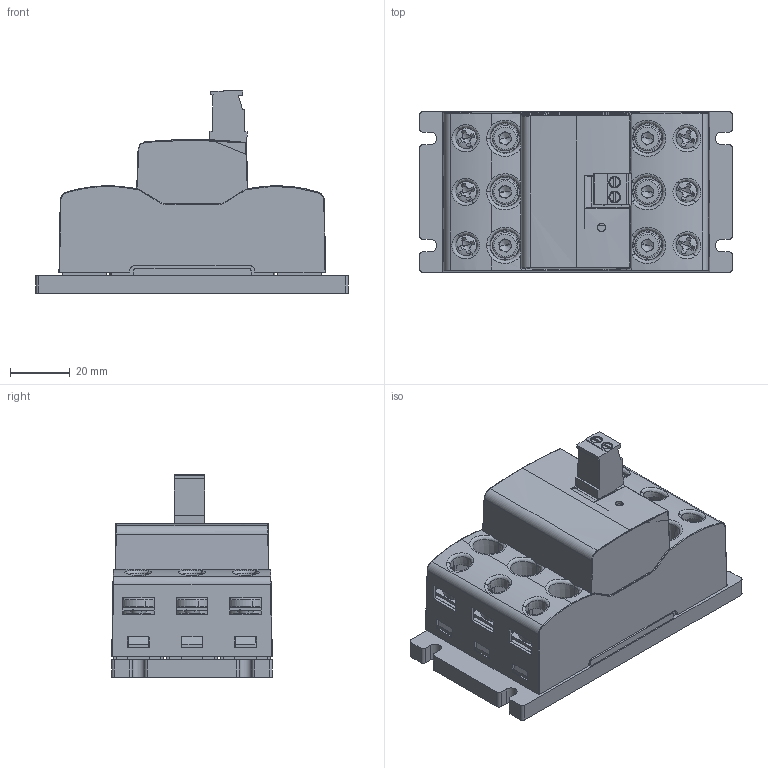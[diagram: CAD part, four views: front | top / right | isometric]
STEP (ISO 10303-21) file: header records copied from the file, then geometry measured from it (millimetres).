
FILE_DESCRIPTION(/* description */ (''),/* implementation_level */ '2;1');
FILE_NAME(/* name */ 'FILE_STP_CAD_DRAWING_3D_HS3C6NV050D024_prt.stp',/* time_stamp */ '2025-09-23T15:39:48+02:00',/* author */ (''),/* organization */ (''),/* preprocessor_version */ 'ST-DEVELOPER v20',/* originating_system */ 'SIEMENS PLM Software NX2406.8500',/* authorisation */ '');
FILE_SCHEMA (('AUTOMOTIVE_DESIGN { 1 0 10303 214 3 1 1 1 }'));
Length unit declared in the file: millimetre
Products named in the file (1): 3D_HS3C6NV050D024
Bounding box: 105 x 54 x 68.15 mm (x, y, z)
Surface area: 53935.7 mm2 (no closed solid volume)
Topology: 0 solids, 77 shells, 770 faces, 4333 edges, 3443 vertices
Faces by surface type: plane 373, cone 137, cylinder 130, torus 54, sphere 49, bspline 27
Full cylindrical faces by diameter (mm): 3.242 x2, 4.134 x6
Entity records: 47091 total; most frequent: CARTESIAN_POINT 15999, ORIENTED_EDGE 5808, DIRECTION 5630, EDGE_CURVE 4265, VERTEX_POINT 3440, LINE 2288, VECTOR 2288, AXIS2_PLACEMENT_3D 1671
